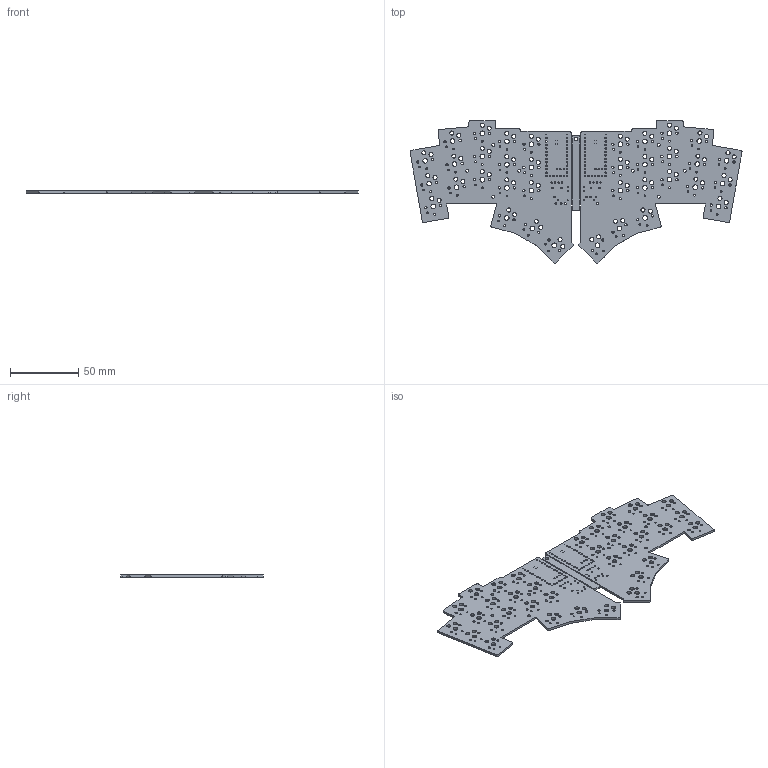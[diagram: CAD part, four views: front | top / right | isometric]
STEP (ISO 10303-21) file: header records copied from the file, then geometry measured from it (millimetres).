
FILE_DESCRIPTION(('KiCad electronic assembly'),'2;1');
FILE_NAME('dasbob.step','2022-12-01T19:42:57',('Pcbnew'),('Kicad'), 'Open CASCADE STEP processor 7.6','KiCad to STEP converter','Unknown' );
FILE_SCHEMA(('AUTOMOTIVE_DESIGN { 1 0 10303 214 1 1 1 1 }'));
Length unit declared in the file: millimetre
Products named in the file (2): dasbob 1; dasbob PCB
Assembly tree (1 placements, depth 2):
  dasbob 1
    dasbob PCB
Bounding box: 243.52 x 104.77 x 1.6 mm (x, y, z)
Volume: 24306 mm3; surface area: 35380 mm2
Topology: 1 solids, 1 shells, 543 faces, 1623 edges, 1082 vertices
Faces by surface type: cylinder 393, extrusion 132, plane 18
Full cylindrical faces by diameter (mm): 0.15 x8, 0.6 x4, 0.787 x20, 0.8 x4, 0.9 x4, 1 x8, 1.092 x64, 1.27 x72, 1.3 x4, 1.702 x72, 2.2 x8, 2.7 x1, 3 x72, 3.429 x36
Entity records: 42281 total; most frequent: CARTESIAN_POINT 8476, DIRECTION 6085, ORIENTED_EDGE 3246, PCURVE 3246, DEFINITIONAL_REPRESENTATION 3246, VECTOR 2901, LINE 2769, EDGE_CURVE 1623
